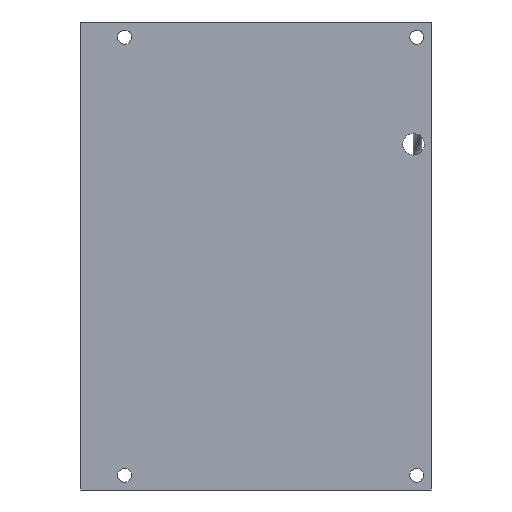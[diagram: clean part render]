
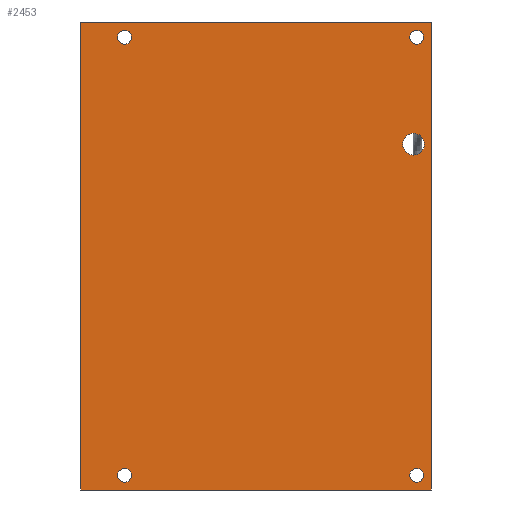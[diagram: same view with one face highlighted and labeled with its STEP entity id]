
A CAD part, front view. The second image highlights one B-rep face of the part: STEP entity #2453.
In plain terms, the highlighted planar face has unit normal (0, -1, 0).
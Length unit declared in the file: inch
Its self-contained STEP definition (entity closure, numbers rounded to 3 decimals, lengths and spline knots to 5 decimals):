
#56 = FACE_BOUND ( 'NONE', #12950, .T. ) ;
#287 = ORIENTED_EDGE ( 'NONE', *, *, #7453, .T. ) ;
#343 = CARTESIAN_POINT ( 'NONE',  ( 0.375, 0., 1.875 ) ) ;
#656 = VERTEX_POINT ( 'NONE', #9841 ) ;
#666 = CARTESIAN_POINT ( 'NONE',  ( 0., 0., 2. ) ) ;
#678 = CARTESIAN_POINT ( 'NONE',  ( 0.375, 0., 1.815 ) ) ;
#847 = DIRECTION ( 'NONE',  ( 0., 1., 0. ) ) ;
#861 = ORIENTED_EDGE ( 'NONE', *, *, #13554, .T. ) ;
#886 = CARTESIAN_POINT ( 'NONE',  ( 0.375, 0., 1.875 ) ) ;
#1478 = CIRCLE ( 'NONE', #4929, 0.06 ) ;
#1496 = DIRECTION ( 'NONE',  ( 0., 1., 0. ) ) ;
#1597 = CARTESIAN_POINT ( 'NONE',  ( 2.849, 0., 1.053 ) ) ;
#1620 = DIRECTION ( 'NONE',  ( 0., 0., 1. ) ) ;
#1646 = EDGE_CURVE ( 'NONE', #6149, #12553, #13473, .T. ) ;
#1802 = CARTESIAN_POINT ( 'NONE',  ( 2.849, 0., 0.96 ) ) ;
#2190 = DIRECTION ( 'NONE',  ( 0., 0., 1. ) ) ;
#2306 = CARTESIAN_POINT ( 'NONE',  ( 0., 0., -2. ) ) ;
#2369 = CARTESIAN_POINT ( 'NONE',  ( 3., 0., -2. ) ) ;
#2377 = CIRCLE ( 'NONE', #13848, 0.093 ) ;
#2412 = VERTEX_POINT ( 'NONE', #1597 ) ;
#2453 = ADVANCED_FACE ( 'NONE', ( #56, #13475, #13911, #9988, #6528, #3049 ), #4696, .F. ) ;
#2498 = CARTESIAN_POINT ( 'NONE',  ( 0., 0., 2. ) ) ;
#2776 = DIRECTION ( 'NONE',  ( 0., 1., 0. ) ) ;
#3046 = VECTOR ( 'NONE', #8370, 39.37008 ) ;
#3049 = FACE_OUTER_BOUND ( 'NONE', #15508, .T. ) ;
#3079 = CARTESIAN_POINT ( 'NONE',  ( 3., 0., 2. ) ) ;
#3089 = DIRECTION ( 'NONE',  ( 0., 0., 1. ) ) ;
#3130 = EDGE_CURVE ( 'NONE', #14381, #2412, #14968, .T. ) ;
#3348 = DIRECTION ( 'NONE',  ( 0., 1., 0. ) ) ;
#3588 = VERTEX_POINT ( 'NONE', #15243 ) ;
#3651 = VERTEX_POINT ( 'NONE', #15472 ) ;
#3713 = VECTOR ( 'NONE', #14583, 39.37008 ) ;
#3803 = EDGE_CURVE ( 'NONE', #12553, #14285, #14986, .T. ) ;
#3877 = CARTESIAN_POINT ( 'NONE',  ( 2.849, 0., 0.867 ) ) ;
#4046 = AXIS2_PLACEMENT_3D ( 'NONE', #6800, #15949, #8085 ) ;
#4309 = ORIENTED_EDGE ( 'NONE', *, *, #3130, .T. ) ;
#4358 = EDGE_CURVE ( 'NONE', #13205, #656, #11895, .T. ) ;
#4422 = ORIENTED_EDGE ( 'NONE', *, *, #11482, .T. ) ;
#4428 = CARTESIAN_POINT ( 'NONE',  ( 2.875, 0., -1.875 ) ) ;
#4553 = VECTOR ( 'NONE', #5692, 39.37008 ) ;
#4696 = PLANE ( 'NONE',  #8195 ) ;
#4877 = ORIENTED_EDGE ( 'NONE', *, *, #11379, .T. ) ;
#4929 = AXIS2_PLACEMENT_3D ( 'NONE', #11167, #3348, #12506 ) ;
#5241 = EDGE_CURVE ( 'NONE', #3588, #14434, #12247, .T. ) ;
#5691 = DIRECTION ( 'NONE',  ( 0., 1., 0. ) ) ;
#5692 = DIRECTION ( 'NONE',  ( 0., 0., -1. ) ) ;
#5731 = DIRECTION ( 'NONE',  ( 0., 0., 1. ) ) ;
#6096 = ORIENTED_EDGE ( 'NONE', *, *, #3803, .F. ) ;
#6149 = VERTEX_POINT ( 'NONE', #666 ) ;
#6528 = FACE_BOUND ( 'NONE', #14456, .T. ) ;
#6582 = CIRCLE ( 'NONE', #10160, 0.06 ) ;
#6642 = VERTEX_POINT ( 'NONE', #678 ) ;
#6722 = CARTESIAN_POINT ( 'NONE',  ( 2.875, 0., 1.815 ) ) ;
#6800 = CARTESIAN_POINT ( 'NONE',  ( 0.375, 0., -1.875 ) ) ;
#7056 = ORIENTED_EDGE ( 'NONE', *, *, #4358, .T. ) ;
#7184 = CIRCLE ( 'NONE', #14961, 0.06 ) ;
#7310 = AXIS2_PLACEMENT_3D ( 'NONE', #1802, #10894, #3089 ) ;
#7441 = DIRECTION ( 'NONE',  ( 0., 1., 0. ) ) ;
#7453 = EDGE_CURVE ( 'NONE', #656, #13205, #14311, .T. ) ;
#7469 = VERTEX_POINT ( 'NONE', #16006 ) ;
#8085 = DIRECTION ( 'NONE',  ( 0., 0., 1. ) ) ;
#8195 = AXIS2_PLACEMENT_3D ( 'NONE', #15171, #847, #9928 ) ;
#8370 = DIRECTION ( 'NONE',  ( 1., 0., 0. ) ) ;
#8902 = EDGE_LOOP ( 'NONE', ( #12361, #4422 ) ) ;
#9134 = ORIENTED_EDGE ( 'NONE', *, *, #11602, .T. ) ;
#9145 = ORIENTED_EDGE ( 'NONE', *, *, #1646, .F. ) ;
#9252 = CARTESIAN_POINT ( 'NONE',  ( 2.849, 0., 0.96 ) ) ;
#9356 = ORIENTED_EDGE ( 'NONE', *, *, #11387, .T. ) ;
#9390 = DIRECTION ( 'NONE',  ( 0., 1., 0. ) ) ;
#9841 = CARTESIAN_POINT ( 'NONE',  ( 0.375, 0., -1.935 ) ) ;
#9844 = CARTESIAN_POINT ( 'NONE',  ( 3., 0., 2. ) ) ;
#9928 = DIRECTION ( 'NONE',  ( 0., 0., 1. ) ) ;
#9969 = DIRECTION ( 'NONE',  ( 0., 1., 0. ) ) ;
#9979 = VECTOR ( 'NONE', #15721, 39.37008 ) ;
#9987 = AXIS2_PLACEMENT_3D ( 'NONE', #4428, #13556, #5731 ) ;
#9988 = FACE_BOUND ( 'NONE', #11040, .T. ) ;
#10160 = AXIS2_PLACEMENT_3D ( 'NONE', #886, #9969, #2190 ) ;
#10228 = AXIS2_PLACEMENT_3D ( 'NONE', #13532, #5691, #14856 ) ;
#10313 = ORIENTED_EDGE ( 'NONE', *, *, #11670, .T. ) ;
#10388 = LINE ( 'NONE', #2498, #9979 ) ;
#10564 = CARTESIAN_POINT ( 'NONE',  ( 0.375, 0., -1.875 ) ) ;
#10577 = DIRECTION ( 'NONE',  ( 0., 0., 1. ) ) ;
#10894 = DIRECTION ( 'NONE',  ( 0., 1., 0. ) ) ;
#10943 = CARTESIAN_POINT ( 'NONE',  ( 0., 0., 2. ) ) ;
#11040 = EDGE_LOOP ( 'NONE', ( #15059, #9134 ) ) ;
#11167 = CARTESIAN_POINT ( 'NONE',  ( 2.875, 0., -1.875 ) ) ;
#11178 = CARTESIAN_POINT ( 'NONE',  ( 0.375, 0., -1.815 ) ) ;
#11379 = EDGE_CURVE ( 'NONE', #12669, #14285, #14161, .T. ) ;
#11385 = AXIS2_PLACEMENT_3D ( 'NONE', #10564, #2776, #11880 ) ;
#11387 = EDGE_CURVE ( 'NONE', #6642, #12259, #7184, .T. ) ;
#11482 = EDGE_CURVE ( 'NONE', #14434, #3588, #13947, .T. ) ;
#11602 = EDGE_CURVE ( 'NONE', #3651, #7469, #1478, .T. ) ;
#11670 = EDGE_CURVE ( 'NONE', #12259, #6642, #6582, .T. ) ;
#11880 = DIRECTION ( 'NONE',  ( 0., 0., 1. ) ) ;
#11895 = CIRCLE ( 'NONE', #11385, 0.06 ) ;
#11976 = CARTESIAN_POINT ( 'NONE',  ( 0., 0., -2. ) ) ;
#12247 = CIRCLE ( 'NONE', #14290, 0.06 ) ;
#12259 = VERTEX_POINT ( 'NONE', #14572 ) ;
#12361 = ORIENTED_EDGE ( 'NONE', *, *, #5241, .T. ) ;
#12506 = DIRECTION ( 'NONE',  ( 0., 0., 1. ) ) ;
#12553 = VERTEX_POINT ( 'NONE', #9844 ) ;
#12669 = VERTEX_POINT ( 'NONE', #2306 ) ;
#12950 = EDGE_LOOP ( 'NONE', ( #861, #4309 ) ) ;
#13205 = VERTEX_POINT ( 'NONE', #11178 ) ;
#13473 = LINE ( 'NONE', #10943, #3046 ) ;
#13475 = FACE_BOUND ( 'NONE', #8902, .T. ) ;
#13532 = CARTESIAN_POINT ( 'NONE',  ( 2.875, 0., 1.875 ) ) ;
#13554 = EDGE_CURVE ( 'NONE', #2412, #14381, #2377, .T. ) ;
#13556 = DIRECTION ( 'NONE',  ( 0., 1., 0. ) ) ;
#13798 = EDGE_CURVE ( 'NONE', #7469, #3651, #15226, .T. ) ;
#13848 = AXIS2_PLACEMENT_3D ( 'NONE', #9252, #1496, #10577 ) ;
#13911 = FACE_BOUND ( 'NONE', #16701, .T. ) ;
#13947 = CIRCLE ( 'NONE', #10228, 0.06 ) ;
#14161 = LINE ( 'NONE', #11976, #3713 ) ;
#14285 = VERTEX_POINT ( 'NONE', #2369 ) ;
#14290 = AXIS2_PLACEMENT_3D ( 'NONE', #15304, #7441, #16597 ) ;
#14311 = CIRCLE ( 'NONE', #4046, 0.06 ) ;
#14381 = VERTEX_POINT ( 'NONE', #3877 ) ;
#14434 = VERTEX_POINT ( 'NONE', #6722 ) ;
#14456 = EDGE_LOOP ( 'NONE', ( #7056, #287 ) ) ;
#14572 = CARTESIAN_POINT ( 'NONE',  ( 0.375, 0., 1.935 ) ) ;
#14583 = DIRECTION ( 'NONE',  ( 1., 0., 0. ) ) ;
#14856 = DIRECTION ( 'NONE',  ( 0., 0., 1. ) ) ;
#14961 = AXIS2_PLACEMENT_3D ( 'NONE', #343, #9390, #1620 ) ;
#14968 = CIRCLE ( 'NONE', #7310, 0.093 ) ;
#14986 = LINE ( 'NONE', #3079, #4553 ) ;
#15059 = ORIENTED_EDGE ( 'NONE', *, *, #13798, .T. ) ;
#15171 = CARTESIAN_POINT ( 'NONE',  ( 0., 0., 2. ) ) ;
#15226 = CIRCLE ( 'NONE', #9987, 0.06 ) ;
#15243 = CARTESIAN_POINT ( 'NONE',  ( 2.875, 0., 1.935 ) ) ;
#15304 = CARTESIAN_POINT ( 'NONE',  ( 2.875, 0., 1.875 ) ) ;
#15472 = CARTESIAN_POINT ( 'NONE',  ( 2.875, 0., -1.935 ) ) ;
#15508 = EDGE_LOOP ( 'NONE', ( #4877, #6096, #9145, #16570 ) ) ;
#15539 = EDGE_CURVE ( 'NONE', #6149, #12669, #10388, .T. ) ;
#15721 = DIRECTION ( 'NONE',  ( 0., 0., -1. ) ) ;
#15949 = DIRECTION ( 'NONE',  ( 0., 1., 0. ) ) ;
#16006 = CARTESIAN_POINT ( 'NONE',  ( 2.875, 0., -1.815 ) ) ;
#16570 = ORIENTED_EDGE ( 'NONE', *, *, #15539, .T. ) ;
#16597 = DIRECTION ( 'NONE',  ( 0., 0., 1. ) ) ;
#16701 = EDGE_LOOP ( 'NONE', ( #10313, #9356 ) ) ;
